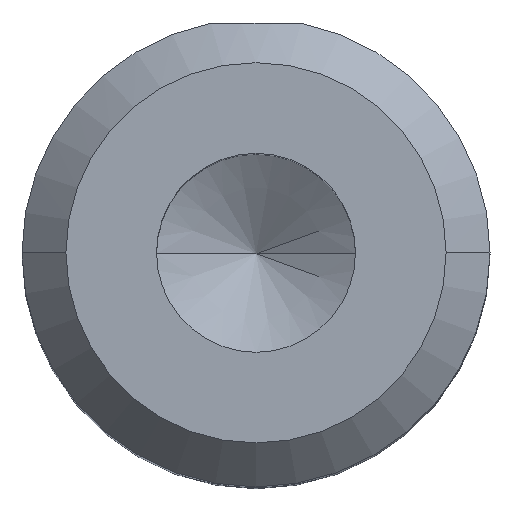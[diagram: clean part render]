
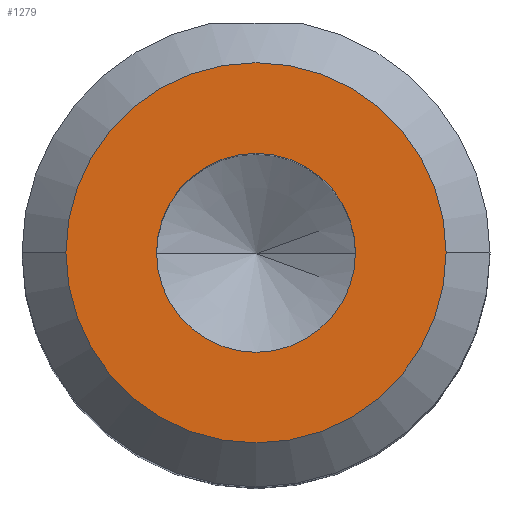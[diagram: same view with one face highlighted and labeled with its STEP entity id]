
A CAD part, top view. The second image highlights one B-rep face of the part: STEP entity #1279.
In plain terms, the highlighted planar face has unit normal (0, 0, 1).
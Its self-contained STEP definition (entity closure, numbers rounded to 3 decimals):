
#3 = CARTESIAN_POINT ( 'NONE',  ( 6.5, 0., 20. ) ) ;
#59 = CARTESIAN_POINT ( 'NONE',  ( 3.4, 0., 20. ) ) ;
#157 = AXIS2_PLACEMENT_3D ( 'NONE', #1043, #440, #1144 ) ;
#239 = ORIENTED_EDGE ( 'NONE', *, *, #1101, .T. ) ;
#261 = AXIS2_PLACEMENT_3D ( 'NONE', #943, #345, #1052 ) ;
#263 = CIRCLE ( 'NONE', #367, 3.4 ) ;
#294 = AXIS2_PLACEMENT_3D ( 'NONE', #629, #435, #1136 ) ;
#345 = DIRECTION ( 'NONE',  ( 0., 0., 1. ) ) ;
#355 = ORIENTED_EDGE ( 'NONE', *, *, #1110, .F. ) ;
#367 = AXIS2_PLACEMENT_3D ( 'NONE', #1082, #483, #1185 ) ;
#383 = AXIS2_PLACEMENT_3D ( 'NONE', #549, #1255, #649 ) ;
#435 = DIRECTION ( 'NONE',  ( 0., 0., 1. ) ) ;
#440 = DIRECTION ( 'NONE',  ( 0., 0., 1. ) ) ;
#441 = ORIENTED_EDGE ( 'NONE', *, *, #800, .T. ) ;
#481 = VERTEX_POINT ( 'NONE', #59 ) ;
#483 = DIRECTION ( 'NONE',  ( 0., 0., 1. ) ) ;
#492 = CIRCLE ( 'NONE', #383, 3.4 ) ;
#506 = FACE_BOUND ( 'NONE', #1005, .T. ) ;
#535 = CARTESIAN_POINT ( 'NONE',  ( -3.4, 0., 20. ) ) ;
#549 = CARTESIAN_POINT ( 'NONE',  ( 0., 0., 20. ) ) ;
#629 = CARTESIAN_POINT ( 'NONE',  ( 0., 0., 20. ) ) ;
#649 = DIRECTION ( 'NONE',  ( 1., 0., 0. ) ) ;
#736 = VERTEX_POINT ( 'NONE', #1096 ) ;
#756 = EDGE_LOOP ( 'NONE', ( #239, #441 ) ) ;
#766 = CIRCLE ( 'NONE', #261, 6.5 ) ;
#779 = FACE_OUTER_BOUND ( 'NONE', #756, .T. ) ;
#800 = EDGE_CURVE ( 'NONE', #972, #736, #1152, .T. ) ;
#873 = ORIENTED_EDGE ( 'NONE', *, *, #874, .F. ) ;
#874 = EDGE_CURVE ( 'NONE', #1291, #481, #263, .T. ) ;
#943 = CARTESIAN_POINT ( 'NONE',  ( 0., 0., 20. ) ) ;
#972 = VERTEX_POINT ( 'NONE', #3 ) ;
#1005 = EDGE_LOOP ( 'NONE', ( #355, #873 ) ) ;
#1037 = PLANE ( 'NONE',  #294 ) ;
#1043 = CARTESIAN_POINT ( 'NONE',  ( 0., 0., 20. ) ) ;
#1052 = DIRECTION ( 'NONE',  ( 1., 0., 0. ) ) ;
#1082 = CARTESIAN_POINT ( 'NONE',  ( 0., 0., 20. ) ) ;
#1096 = CARTESIAN_POINT ( 'NONE',  ( -6.5, 0., 20. ) ) ;
#1101 = EDGE_CURVE ( 'NONE', #736, #972, #766, .T. ) ;
#1110 = EDGE_CURVE ( 'NONE', #481, #1291, #492, .T. ) ;
#1136 = DIRECTION ( 'NONE',  ( 1., 0., 0. ) ) ;
#1144 = DIRECTION ( 'NONE',  ( 1., 0., 0. ) ) ;
#1152 = CIRCLE ( 'NONE', #157, 6.5 ) ;
#1185 = DIRECTION ( 'NONE',  ( 1., 0., 0. ) ) ;
#1255 = DIRECTION ( 'NONE',  ( 0., 0., 1. ) ) ;
#1279 = ADVANCED_FACE ( 'NONE', ( #779, #506 ), #1037, .T. ) ;
#1291 = VERTEX_POINT ( 'NONE', #535 ) ;
